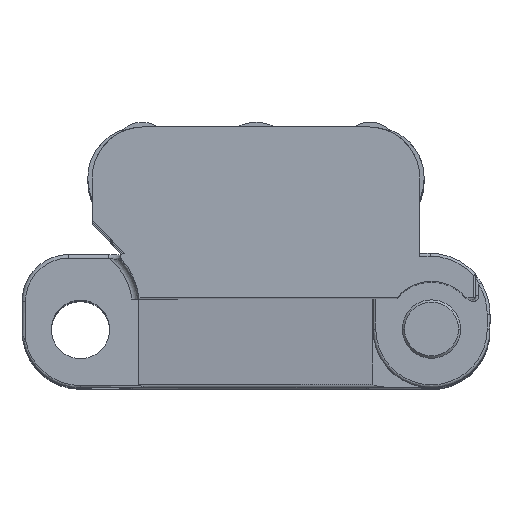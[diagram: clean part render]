
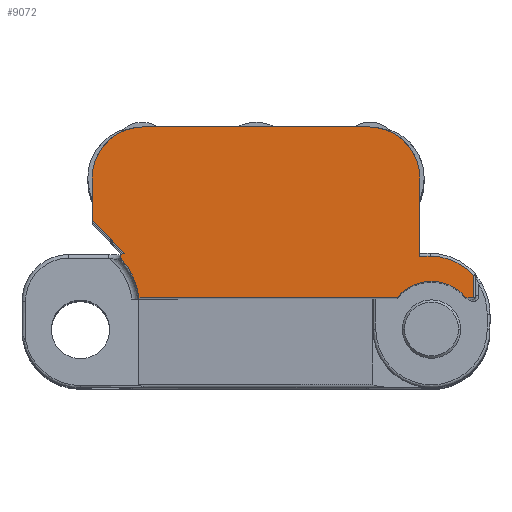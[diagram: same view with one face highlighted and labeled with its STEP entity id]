
A CAD part, top view. The second image highlights one B-rep face of the part: STEP entity #9072.
In plain terms, the highlighted planar face has unit normal (0, 0, 1).
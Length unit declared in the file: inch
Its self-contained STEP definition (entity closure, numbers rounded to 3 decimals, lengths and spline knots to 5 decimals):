
#21 = CARTESIAN_POINT ( 'NONE',  ( 0.75, -0.025, 5. ) ) ;
#296 = CARTESIAN_POINT ( 'NONE',  ( -0.56, 0.285, 5. ) ) ;
#748 = LINE ( 'NONE', #872, #7786 ) ;
#872 = CARTESIAN_POINT ( 'NONE',  ( -0.7, 0.825, 5. ) ) ;
#941 = DIRECTION ( 'NONE',  ( 1., 0., 0. ) ) ;
#1341 = ORIENTED_EDGE ( 'NONE', *, *, #23319, .F. ) ;
#1558 = VERTEX_POINT ( 'NONE', #12119 ) ;
#2058 = ORIENTED_EDGE ( 'NONE', *, *, #12135, .T. ) ;
#2224 = DIRECTION ( 'NONE',  ( 0., 0., 1. ) ) ;
#2632 = ORIENTED_EDGE ( 'NONE', *, *, #18926, .T. ) ;
#2668 = CARTESIAN_POINT ( 'NONE',  ( -0.56353, 0.27, 5. ) ) ;
#2872 = CARTESIAN_POINT ( 'NONE',  ( -0.7, 0.425, 5. ) ) ;
#2927 = DIRECTION ( 'NONE',  ( 0., -1., 0. ) ) ;
#3016 = ORIENTED_EDGE ( 'NONE', *, *, #6786, .T. ) ;
#3068 = CARTESIAN_POINT ( 'NONE',  ( -0.57469, 0.25998, 5. ) ) ;
#3370 = AXIS2_PLACEMENT_3D ( 'NONE', #22689, #22812, #24553 ) ;
#3562 = VERTEX_POINT ( 'NONE', #7788 ) ;
#3820 = ORIENTED_EDGE ( 'NONE', *, *, #12000, .T. ) ;
#4082 = EDGE_CURVE ( 'NONE', #15296, #13757, #18827, .T. ) ;
#4277 = VERTEX_POINT ( 'NONE', #23957 ) ;
#4593 = DIRECTION ( 'NONE',  ( 1., 0., 0. ) ) ;
#4643 = VERTEX_POINT ( 'NONE', #14580 ) ;
#4925 = CARTESIAN_POINT ( 'NONE',  ( -0.5, 0.095, 5. ) ) ;
#4942 = DIRECTION ( 'NONE',  ( 1., 0., 0. ) ) ;
#5113 = AXIS2_PLACEMENT_3D ( 'NONE', #24895, #22899, #16969 ) ;
#5119 = AXIS2_PLACEMENT_3D ( 'NONE', #14831, #22845, #4942 ) ;
#5308 = AXIS2_PLACEMENT_3D ( 'NONE', #21, #2224, #10187 ) ;
#5694 = ORIENTED_EDGE ( 'NONE', *, *, #8013, .T. ) ;
#5699 = LINE ( 'NONE', #22146, #17555 ) ;
#6157 = EDGE_CURVE ( 'NONE', #8051, #4277, #23202, .T. ) ;
#6318 = DIRECTION ( 'NONE',  ( 0., 0., 1. ) ) ;
#6372 = VERTEX_POINT ( 'NONE', #18333 ) ;
#6450 = EDGE_LOOP ( 'NONE', ( #19387, #2632, #3820, #23918, #22556, #5694, #24969, #9765, #2058, #1341, #14732, #3016, #25111, #9366, #18957 ) ) ;
#6786 = EDGE_CURVE ( 'NONE', #11083, #1558, #24430, .T. ) ;
#6818 = CARTESIAN_POINT ( 'NONE',  ( -0.48125, 0.60625, 5. ) ) ;
#6823 = CARTESIAN_POINT ( 'NONE',  ( -0.7, 0.425, 5. ) ) ;
#6867 = LINE ( 'NONE', #4925, #24916 ) ;
#7003 = CARTESIAN_POINT ( 'NONE',  ( 0.7, 0.825, 5. ) ) ;
#7076 = DIRECTION ( 'NONE',  ( -0.707, 0.707, 0. ) ) ;
#7263 = LINE ( 'NONE', #7003, #19826 ) ;
#7786 = VECTOR ( 'NONE', #2927, 39.37008 ) ;
#7788 = CARTESIAN_POINT ( 'NONE',  ( 0.928, 0.18919, 5. ) ) ;
#7817 = FACE_OUTER_BOUND ( 'NONE', #6450, .T. ) ;
#8013 = EDGE_CURVE ( 'NONE', #19687, #4643, #6867, .T. ) ;
#8051 = VERTEX_POINT ( 'NONE', #23346 ) ;
#8252 = CIRCLE ( 'NONE', #22890, 0.015 ) ;
#9045 = CIRCLE ( 'NONE', #5308, 0.19 ) ;
#9072 = ADVANCED_FACE ( 'NONE', ( #7817 ), #25792, .T. ) ;
#9366 = ORIENTED_EDGE ( 'NONE', *, *, #23949, .T. ) ;
#9607 = CARTESIAN_POINT ( 'NONE',  ( 0.7439, 0.273, 5. ) ) ;
#9628 = VERTEX_POINT ( 'NONE', #19892 ) ;
#9765 = ORIENTED_EDGE ( 'NONE', *, *, #12627, .T. ) ;
#9782 = VECTOR ( 'NONE', #11538, 39.37008 ) ;
#9964 = AXIS2_PLACEMENT_3D ( 'NONE', #15760, #10033, #23790 ) ;
#10033 = DIRECTION ( 'NONE',  ( 0., 0., 1. ) ) ;
#10117 = DIRECTION ( 'NONE',  ( 0., 1., 0. ) ) ;
#10187 = DIRECTION ( 'NONE',  ( 1., 0., 0. ) ) ;
#10943 = EDGE_CURVE ( 'NONE', #15704, #15296, #22226, .T. ) ;
#11081 = EDGE_CURVE ( 'NONE', #6372, #11083, #14251, .T. ) ;
#11083 = VERTEX_POINT ( 'NONE', #16588 ) ;
#11538 = DIRECTION ( 'NONE',  ( 1., 0., 0. ) ) ;
#11704 = CARTESIAN_POINT ( 'NONE',  ( -0.56353, 0.285, 5. ) ) ;
#11798 = VERTEX_POINT ( 'NONE', #3068 ) ;
#11885 = EDGE_CURVE ( 'NONE', #4643, #3562, #5699, .T. ) ;
#12000 = EDGE_CURVE ( 'NONE', #11798, #8051, #14636, .T. ) ;
#12119 = CARTESIAN_POINT ( 'NONE',  ( -0.48125, 0.825, 5. ) ) ;
#12135 = EDGE_CURVE ( 'NONE', #21347, #14152, #24349, .T. ) ;
#12602 = DIRECTION ( 'NONE',  ( 0., 0., 1. ) ) ;
#12627 = EDGE_CURVE ( 'NONE', #3562, #21347, #14281, .T. ) ;
#13153 = VECTOR ( 'NONE', #17844, 39.37008 ) ;
#13757 = VERTEX_POINT ( 'NONE', #2872 ) ;
#13820 = VECTOR ( 'NONE', #4593, 39.37008 ) ;
#14121 = EDGE_CURVE ( 'NONE', #1558, #9628, #18648, .T. ) ;
#14152 = VERTEX_POINT ( 'NONE', #24651 ) ;
#14251 = CIRCLE ( 'NONE', #5113, 0.21875 ) ;
#14281 = CIRCLE ( 'NONE', #5119, 0.2441 ) ;
#14580 = CARTESIAN_POINT ( 'NONE',  ( 0.928, 0.095, 5. ) ) ;
#14636 = CIRCLE ( 'NONE', #3370, 0.3 ) ;
#14732 = ORIENTED_EDGE ( 'NONE', *, *, #11081, .T. ) ;
#14831 = CARTESIAN_POINT ( 'NONE',  ( 0.7439, 0.0289, 5. ) ) ;
#15166 = EDGE_CURVE ( 'NONE', #19687, #4277, #9045, .T. ) ;
#15296 = VERTEX_POINT ( 'NONE', #16442 ) ;
#15704 = VERTEX_POINT ( 'NONE', #11704 ) ;
#15760 = CARTESIAN_POINT ( 'NONE',  ( -1., -0.285, 5. ) ) ;
#16166 = CARTESIAN_POINT ( 'NONE',  ( 0.7, 0.273, 5. ) ) ;
#16385 = CARTESIAN_POINT ( 'NONE',  ( 0.7, 0.825, 5. ) ) ;
#16442 = CARTESIAN_POINT ( 'NONE',  ( -0.56, 0.285, 5. ) ) ;
#16588 = CARTESIAN_POINT ( 'NONE',  ( 0.48125, 0.825, 5. ) ) ;
#16969 = DIRECTION ( 'NONE',  ( 1., 0., 0. ) ) ;
#17371 = AXIS2_PLACEMENT_3D ( 'NONE', #6818, #6318, #941 ) ;
#17555 = VECTOR ( 'NONE', #10117, 39.37008 ) ;
#17844 = DIRECTION ( 'NONE',  ( -1., 0., 0. ) ) ;
#18333 = CARTESIAN_POINT ( 'NONE',  ( 0.7, 0.60625, 5. ) ) ;
#18648 = CIRCLE ( 'NONE', #17371, 0.21875 ) ;
#18827 = LINE ( 'NONE', #6823, #20063 ) ;
#18926 = EDGE_CURVE ( 'NONE', #15704, #11798, #8252, .T. ) ;
#18957 = ORIENTED_EDGE ( 'NONE', *, *, #4082, .F. ) ;
#19135 = DIRECTION ( 'NONE',  ( 1., 0., 0. ) ) ;
#19387 = ORIENTED_EDGE ( 'NONE', *, *, #10943, .F. ) ;
#19687 = VERTEX_POINT ( 'NONE', #25279 ) ;
#19826 = VECTOR ( 'NONE', #21226, 39.37008 ) ;
#19892 = CARTESIAN_POINT ( 'NONE',  ( -0.7, 0.60625, 5. ) ) ;
#20063 = VECTOR ( 'NONE', #7076, 39.37008 ) ;
#21226 = DIRECTION ( 'NONE',  ( 0., -1., 0. ) ) ;
#21347 = VERTEX_POINT ( 'NONE', #9607 ) ;
#22146 = CARTESIAN_POINT ( 'NONE',  ( 0.928, 0.19362, 5. ) ) ;
#22154 = DIRECTION ( 'NONE',  ( 1., 0., 0. ) ) ;
#22226 = LINE ( 'NONE', #296, #13820 ) ;
#22556 = ORIENTED_EDGE ( 'NONE', *, *, #15166, .F. ) ;
#22689 = CARTESIAN_POINT ( 'NONE',  ( -0.7979, 0.05953, 5. ) ) ;
#22812 = DIRECTION ( 'NONE',  ( 0., 0., -1. ) ) ;
#22845 = DIRECTION ( 'NONE',  ( 0., 0., 1. ) ) ;
#22890 = AXIS2_PLACEMENT_3D ( 'NONE', #2668, #12602, #22154 ) ;
#22899 = DIRECTION ( 'NONE',  ( 0., 0., 1. ) ) ;
#23202 = LINE ( 'NONE', #23337, #9782 ) ;
#23319 = EDGE_CURVE ( 'NONE', #6372, #14152, #7263, .T. ) ;
#23337 = CARTESIAN_POINT ( 'NONE',  ( 0.68267, 0.095, 5. ) ) ;
#23346 = CARTESIAN_POINT ( 'NONE',  ( -0.5, 0.095, 5. ) ) ;
#23474 = VECTOR ( 'NONE', #23944, 39.37008 ) ;
#23790 = DIRECTION ( 'NONE',  ( 1., 0., 0. ) ) ;
#23918 = ORIENTED_EDGE ( 'NONE', *, *, #6157, .T. ) ;
#23944 = DIRECTION ( 'NONE',  ( -1., 0., 0. ) ) ;
#23949 = EDGE_CURVE ( 'NONE', #9628, #13757, #748, .T. ) ;
#23957 = CARTESIAN_POINT ( 'NONE',  ( 0.60269, 0.095, 5. ) ) ;
#24349 = LINE ( 'NONE', #16166, #23474 ) ;
#24430 = LINE ( 'NONE', #16385, #13153 ) ;
#24553 = DIRECTION ( 'NONE',  ( -1., 0., 0. ) ) ;
#24651 = CARTESIAN_POINT ( 'NONE',  ( 0.7, 0.273, 5. ) ) ;
#24895 = CARTESIAN_POINT ( 'NONE',  ( 0.48125, 0.60625, 5. ) ) ;
#24916 = VECTOR ( 'NONE', #19135, 39.37008 ) ;
#24969 = ORIENTED_EDGE ( 'NONE', *, *, #11885, .T. ) ;
#25111 = ORIENTED_EDGE ( 'NONE', *, *, #14121, .T. ) ;
#25279 = CARTESIAN_POINT ( 'NONE',  ( 0.89731, 0.095, 5. ) ) ;
#25792 = PLANE ( 'NONE',  #9964 ) ;
